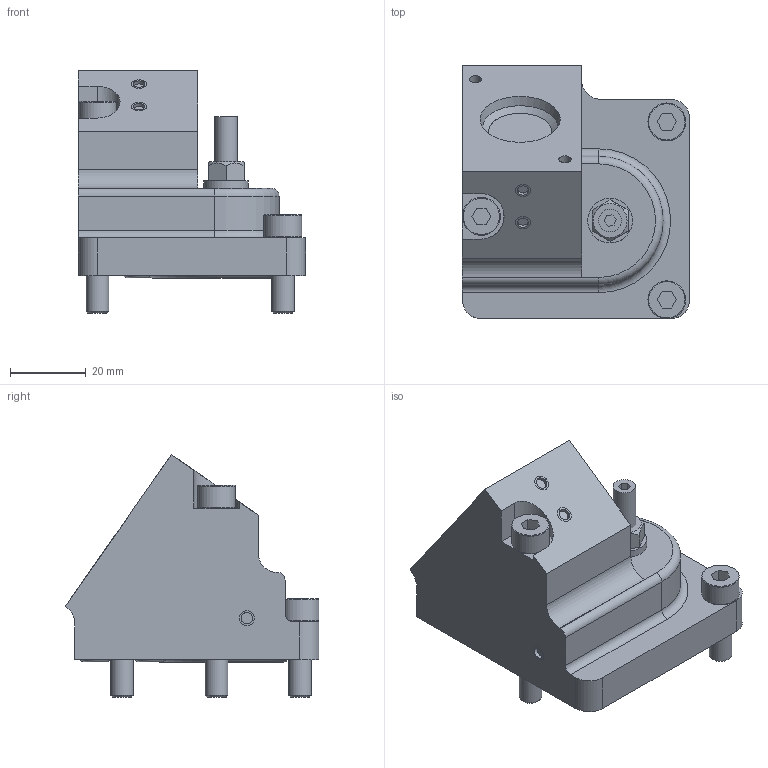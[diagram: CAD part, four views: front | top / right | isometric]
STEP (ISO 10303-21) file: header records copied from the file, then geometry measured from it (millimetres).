
FILE_DESCRIPTION(/* description */ ('Unknown'),/* implementation_level */ '2;1');
FILE_NAME(/* name */ 'AP-2220-342_STEP',/* time_stamp */ '2022-01-06T10:06:57+01:00',/* author */ ('Unknown'),/* organization */ ('Unknown'),/* preprocessor_version */ 'ST-DEVELOPER v16.7',/* originating_system */ 'DEX',/* authorisation */ $);
FILE_SCHEMA (('AUTOMOTIVE_DESIGN {1 0 10303 214 3 1 1}'));
Length unit declared in the file: millimetre
Products named in the file (1): 1435588_ENDPLATTE FUER 22 E._OJ_000193996
Bounding box: 60 x 67 x 64.13 mm (x, y, z)
Volume: 98499.4 mm3; surface area: 30956.2 mm2
Topology: 12 solids, 12 shells, 303 faces, 625 edges, 417 vertices
Faces by surface type: plane 146, cylinder 116, cone 26, torus 15
Full cylindrical faces by diameter (mm): 2 x3, 3 x3, 3.242 x2, 3.75 x30, 4 x41, 4.917 x2, 6 x4, 6.3 x3, 7.8 x2, 10 x3, 11.8 x1, 13.1 x1, 15 x1, 15.1 x1, 16.7 x2, 28 x2, 34.35 x1
Entity records: 7760 total; most frequent: DIRECTION 1253, CARTESIAN_POINT 1249, ORIENTED_EDGE 840, AXIS2_PLACEMENT_3D 556, FACE_BOUND 542, EDGE_LOOP 533, EDGE_CURVE 420, VERTEX_POINT 362
